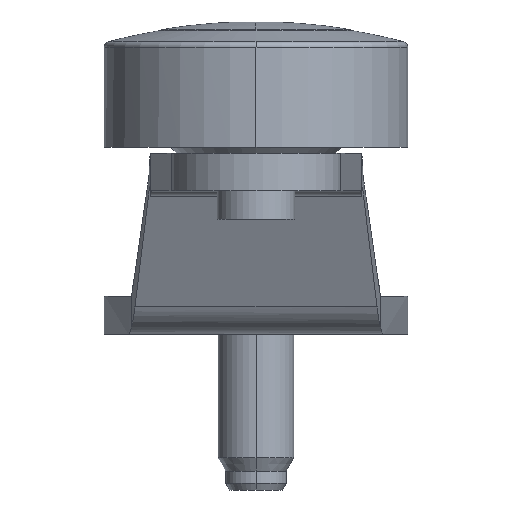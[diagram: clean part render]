
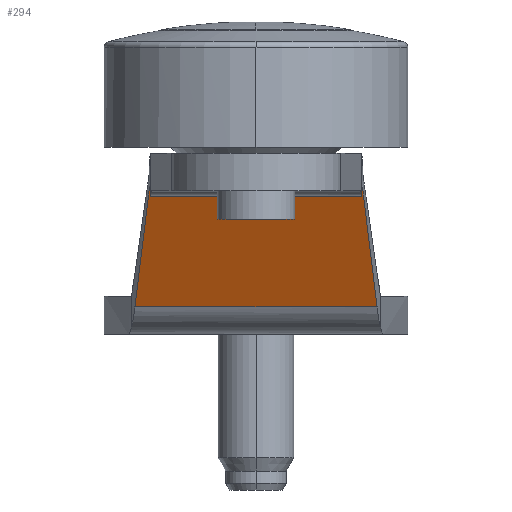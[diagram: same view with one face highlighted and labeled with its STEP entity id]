
A CAD part, left-side view. The second image highlights one B-rep face of the part: STEP entity #294.
In plain terms, the highlighted planar face has unit normal (-0.906, 0, -0.423).
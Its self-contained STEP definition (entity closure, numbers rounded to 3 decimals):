
#294=ADVANCED_FACE('',(#801),#802,.T.);
#801=FACE_OUTER_BOUND('',#1543,.T.);
#802=PLANE('',#1544);
#1543=EDGE_LOOP('',(#3619,#3620,#3621,#3622,#3623,#3624,#3625,#3626));
#1544=AXIS2_PLACEMENT_3D('',#3627,#3628,#3629);
#3619=ORIENTED_EDGE('',*,*,#4787,.T.);
#3620=ORIENTED_EDGE('',*,*,#4788,.F.);
#3621=ORIENTED_EDGE('',*,*,#4789,.F.);
#3622=ORIENTED_EDGE('',*,*,#4786,.T.);
#3623=ORIENTED_EDGE('',*,*,#4781,.T.);
#3624=ORIENTED_EDGE('',*,*,#4790,.T.);
#3625=ORIENTED_EDGE('',*,*,#4791,.F.);
#3626=ORIENTED_EDGE('',*,*,#4792,.F.);
#3627=CARTESIAN_POINT('',(-13.574,-8.0,0.0));
#3628=DIRECTION('',(-0.906,0.0,-0.423));
#3629=DIRECTION('',(-0.423,0.0,0.906));
#4781=EDGE_CURVE('',#5875,#5873,#5876,.T.);
#4786=EDGE_CURVE('',#5879,#5875,#5883,.T.);
#4787=EDGE_CURVE('',#5884,#5885,#5886,.T.);
#4788=EDGE_CURVE('',#5887,#5885,#5888,.T.);
#4789=EDGE_CURVE('',#5879,#5887,#5889,.T.);
#4790=EDGE_CURVE('',#5873,#5890,#5891,.T.);
#4791=EDGE_CURVE('',#5892,#5890,#5893,.T.);
#4792=EDGE_CURVE('',#5884,#5892,#5894,.T.);
#5873=VERTEX_POINT('',#7821);
#5875=VERTEX_POINT('',#7824);
#5876=LINE('',#7825,#7826);
#5879=VERTEX_POINT('',#7834);
#5883=LINE('',#7853,#7854);
#5884=VERTEX_POINT('',#7855);
#5885=VERTEX_POINT('',#7856);
#5886=LINE('',#7857,#7858);
#5887=VERTEX_POINT('',#7859);
#5888=LINE('',#7860,#7861);
#5889=LINE('',#7862,#7863);
#5890=VERTEX_POINT('',#7864);
#5891=LINE('',#7865,#7866);
#5892=VERTEX_POINT('',#7867);
#5893=LINE('',#7868,#7869);
#5894=LINE('',#7870,#7871);
#7821=CARTESIAN_POINT('',(-17.095,-5.633,7.55));
#7824=CARTESIAN_POINT('',(-14.247,-6.376,1.443));
#7825=CARTESIAN_POINT('',(-14.247,-6.376,1.443));
#7826=VECTOR('',#9161,6.779);
#7834=CARTESIAN_POINT('',(-14.247,6.376,1.443));
#7853=CARTESIAN_POINT('',(-14.247,6.376,1.443));
#7854=VECTOR('',#9162,12.752);
#7855=CARTESIAN_POINT('',(-16.96,5.568,7.261));
#7856=CARTESIAN_POINT('',(-17.095,5.553,7.55));
#7857=CARTESIAN_POINT('',(-16.96,5.568,7.261));
#7858=VECTOR('',#9163,0.319);
#7859=CARTESIAN_POINT('',(-17.095,5.633,7.55));
#7860=CARTESIAN_POINT('',(-17.095,5.633,7.55));
#7861=VECTOR('',#9164,0.08);
#7862=CARTESIAN_POINT('',(-14.247,6.376,1.443));
#7863=VECTOR('',#9165,6.779);
#7864=CARTESIAN_POINT('',(-17.095,-5.553,7.55));
#7865=CARTESIAN_POINT('',(-17.095,-5.633,7.55));
#7866=VECTOR('',#9166,0.08);
#7867=CARTESIAN_POINT('',(-16.96,-5.568,7.261));
#7868=CARTESIAN_POINT('',(-16.96,-5.568,7.261));
#7869=VECTOR('',#9167,0.319);
#7870=CARTESIAN_POINT('',(-16.96,5.568,7.261));
#7871=VECTOR('',#9168,11.136);
#9161=DIRECTION('',(-0.42,0.11,0.901));
#9162=DIRECTION('',(0.0,-1.0,0.0));
#9163=DIRECTION('',(-0.422,-0.047,0.905));
#9164=DIRECTION('',(0.0,-1.0,0.));
#9165=DIRECTION('',(-0.42,-0.11,0.901));
#9166=DIRECTION('',(0.0,1.0,0.));
#9167=DIRECTION('',(-0.422,0.047,0.905));
#9168=DIRECTION('',(0.0,-1.0,0.0));
